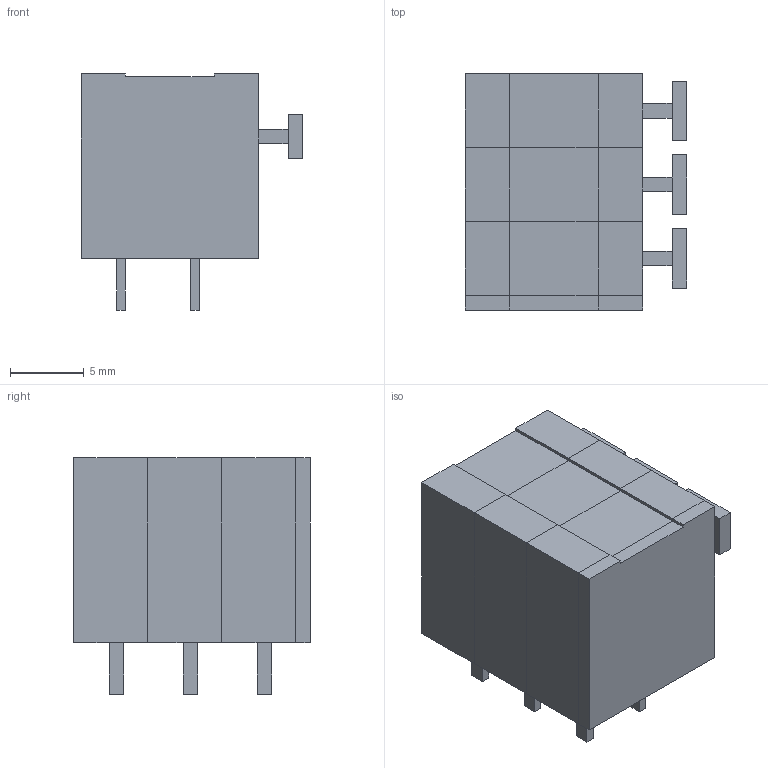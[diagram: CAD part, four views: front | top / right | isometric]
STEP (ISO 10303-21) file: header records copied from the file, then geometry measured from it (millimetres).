
FILE_DESCRIPTION(('STEP AP214'),'1');
FILE_NAME('USL-5HB2-03.stp','2020-01-13T06:37:17',(' '),(' '),'Spatial InterOp 3D',' ',' ');
FILE_SCHEMA(('AUTOMOTIVE_DESIGN { 1 0 10303 214 1 1 1 1 }'));
Length unit declared in the file: millimetre
Products named in the file (3): USL-5HB2-02; Part1
Assembly tree (4 placements, depth 2):
  USL-5HB2-02
    Part1  x3
    Part1
Bounding box: 15 x 16 x 16 mm (x, y, z)
Volume: 2272.3 mm3; surface area: 2364.9 mm2
Topology: 4 solids, 4 shells, 118 faces, 285 edges, 190 vertices
Faces by surface type: plane 115, cylinder 3
Full cylindrical faces by diameter (mm): 3.6 x3
Entity records: 1760 total; most frequent: CARTESIAN_POINT 235, ORIENTED_EDGE 220, DIRECTION 214, EDGE_CURVE 110, LINE 108, VECTOR 108, VERTEX_POINT 74, AXIS2_PLACEMENT_3D 53
